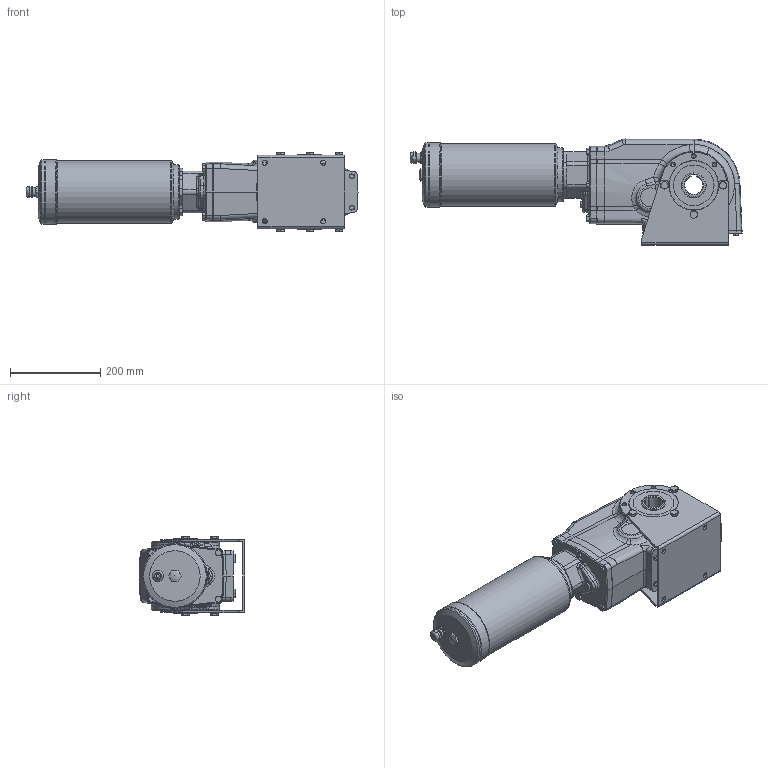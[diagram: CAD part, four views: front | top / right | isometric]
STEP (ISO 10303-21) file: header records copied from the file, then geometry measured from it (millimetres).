
FILE_DESCRIPTION( ( 'Unknown' ), '1' );
FILE_NAME( '2C3D671287FACC42FB1BA8FFFAD99F3.3d.stp', 'Unknown', ( 'Unknown' ), ( 'Unknown' ), 'PSStep 10.1', 'Unknown', ' ' );
FILE_SCHEMA( ( 'AUTOMOTIVE_DESIGN { 1 0 10303 214 1 1 1 1 }' ) );
Length unit declared in the file: millimetre
Products named in the file (1): X73N
Bounding box: 736.4 x 234.99 x 175.8 mm (x, y, z)
Volume: 13291946.9 mm3; surface area: 610426.2 mm2
Topology: 1 solids, 33 shells, 1073 faces, 2517 edges, 1567 vertices
Faces by surface type: plane 419, cylinder 272, cone 221, bspline 85, torus 71, extrusion 4, sphere 1
Full cylindrical faces by diameter (mm): 2.6 x1, 4.917 x9, 6 x14, 7 x19, 8.376 x32, 8.9 x8, 10 x12, 10.5 x6, 11 x4, 11.6 x6, 12 x6, 13.4 x1, 14.6 x6, 16.662 x1, 18 x2, 19 x1, 20 x1, 25 x1, 42.5 x2, 55 x2, 62 x1, 68 x1, 80 x1, 90 x2, 110 x2, 120 x1, 138.98 x1, 139 x2, 142.98 x2, 143 x3
Entity records: 49723 total; most frequent: CARTESIAN_POINT 18931, DIRECTION 4535, ORIENTED_EDGE 4216, EDGE_CURVE 2108, AXIS2_PLACEMENT_3D 1883, EDGE_LOOP 1471, VERTEX_POINT 1454, FACE_OUTER_BOUND 1283
